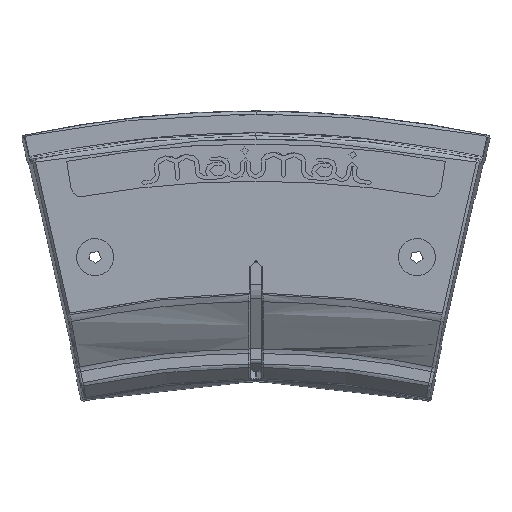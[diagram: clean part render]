
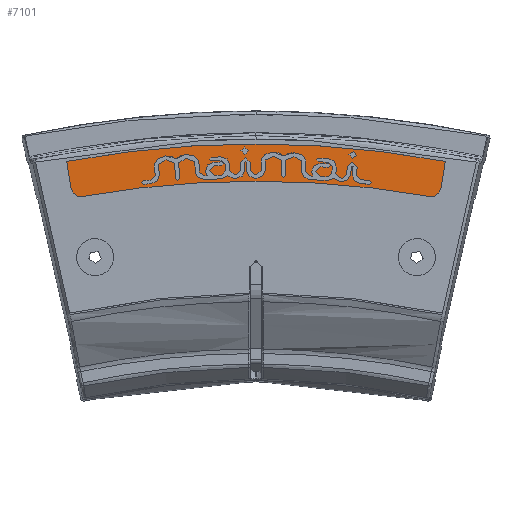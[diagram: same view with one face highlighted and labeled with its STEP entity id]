
A CAD part, top view. The second image highlights one B-rep face of the part: STEP entity #7101.
In plain terms, the highlighted planar face has unit normal (0, 0, 1).
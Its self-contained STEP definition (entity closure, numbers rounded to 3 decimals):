
#675=CIRCLE('',#7736,325.901);
#677=CIRCLE('',#7739,3.2);
#679=CIRCLE('',#7743,338.201);
#681=CIRCLE('',#7746,338.201);
#683=CIRCLE('',#7750,3.2);
#685=CIRCLE('',#7753,325.901);
#1124=FACE_OUTER_BOUND('',#1551,.T.);
#1551=EDGE_LOOP('',(#5899,#5900,#5901,#5902,#5903,#5904,#5905,#5906));
#1939=LINE('',#13530,#2375);
#1944=LINE('',#13548,#2380);
#2375=VECTOR('',#9064,1.);
#2380=VECTOR('',#9083,1.);
#3139=VERTEX_POINT('',#13515);
#3140=VERTEX_POINT('',#13517);
#3142=VERTEX_POINT('',#13523);
#3144=VERTEX_POINT('',#13529);
#3146=VERTEX_POINT('',#13535);
#3148=VERTEX_POINT('',#13541);
#3150=VERTEX_POINT('',#13547);
#3152=VERTEX_POINT('',#13553);
#4096=EDGE_CURVE('',#3140,#3139,#675,.T.);
#4099=EDGE_CURVE('',#3142,#3140,#677,.T.);
#4102=EDGE_CURVE('',#3144,#3142,#1939,.T.);
#4105=EDGE_CURVE('',#3146,#3144,#679,.T.);
#4108=EDGE_CURVE('',#3148,#3146,#681,.T.);
#4111=EDGE_CURVE('',#3150,#3148,#1944,.T.);
#4114=EDGE_CURVE('',#3152,#3150,#683,.T.);
#4117=EDGE_CURVE('',#3139,#3152,#685,.T.);
#5899=ORIENTED_EDGE('',*,*,#4117,.T.);
#5900=ORIENTED_EDGE('',*,*,#4114,.T.);
#5901=ORIENTED_EDGE('',*,*,#4111,.T.);
#5902=ORIENTED_EDGE('',*,*,#4108,.T.);
#5903=ORIENTED_EDGE('',*,*,#4105,.T.);
#5904=ORIENTED_EDGE('',*,*,#4102,.T.);
#5905=ORIENTED_EDGE('',*,*,#4099,.T.);
#5906=ORIENTED_EDGE('',*,*,#4096,.T.);
#6792=PLANE('',#7754);
#7101=ADVANCED_FACE('',(#1124),#6792,.F.);
#7736=AXIS2_PLACEMENT_3D('',#13518,#9051,#9052);
#7739=AXIS2_PLACEMENT_3D('',#13524,#9058,#9059);
#7743=AXIS2_PLACEMENT_3D('',#13536,#9070,#9071);
#7746=AXIS2_PLACEMENT_3D('',#13542,#9077,#9078);
#7750=AXIS2_PLACEMENT_3D('',#13554,#9089,#9090);
#7753=AXIS2_PLACEMENT_3D('',#13558,#9096,#9097);
#7754=AXIS2_PLACEMENT_3D('',#13559,#9098,#9099);
#9051=DIRECTION('center_axis',(0.,0.,-1.));
#9052=DIRECTION('ref_axis',(-1.,0.,0.));
#9058=DIRECTION('center_axis',(0.,0.,1.));
#9059=DIRECTION('ref_axis',(1.,0.,0.));
#9064=DIRECTION('',(0.156,-0.988,0.));
#9070=DIRECTION('center_axis',(0.,0.,1.));
#9071=DIRECTION('ref_axis',(-1.,0.,0.));
#9077=DIRECTION('center_axis',(0.,0.,1.));
#9078=DIRECTION('ref_axis',(1.,0.,0.));
#9083=DIRECTION('',(0.156,0.988,0.));
#9089=DIRECTION('center_axis',(0.,0.,1.));
#9090=DIRECTION('ref_axis',(-1.,0.,0.));
#9096=DIRECTION('center_axis',(0.,0.,-1.));
#9097=DIRECTION('ref_axis',(1.,0.,0.));
#9098=DIRECTION('center_axis',(0.,0.,-1.));
#9099=DIRECTION('ref_axis',(-1.,0.,0.));
#13515=CARTESIAN_POINT('',(0.,17.626,23.3));
#13517=CARTESIAN_POINT('',(-57.343,12.617,23.3));
#13518=CARTESIAN_POINT('Origin',(-0.424,-308.274,23.3));
#13523=CARTESIAN_POINT('',(-61.063,15.267,23.3));
#13524=CARTESIAN_POINT('Origin',(-57.902,15.768,23.3));
#13529=CARTESIAN_POINT('',(-62.475,24.185,23.3));
#13530=CARTESIAN_POINT('',(-60.55,12.032,23.3));
#13535=CARTESIAN_POINT('',(0.,29.926,23.3));
#13536=CARTESIAN_POINT('Origin',(-0.424,-308.274,23.3));
#13541=CARTESIAN_POINT('',(62.475,24.185,23.3));
#13542=CARTESIAN_POINT('Origin',(0.424,-308.274,23.3));
#13547=CARTESIAN_POINT('',(61.063,15.267,23.3));
#13548=CARTESIAN_POINT('',(60.55,12.032,23.3));
#13553=CARTESIAN_POINT('',(57.343,12.617,23.3));
#13554=CARTESIAN_POINT('Origin',(57.902,15.768,23.3));
#13558=CARTESIAN_POINT('Origin',(0.424,-308.274,23.3));
#13559=CARTESIAN_POINT('Origin',(0.424,-308.274,23.3));
